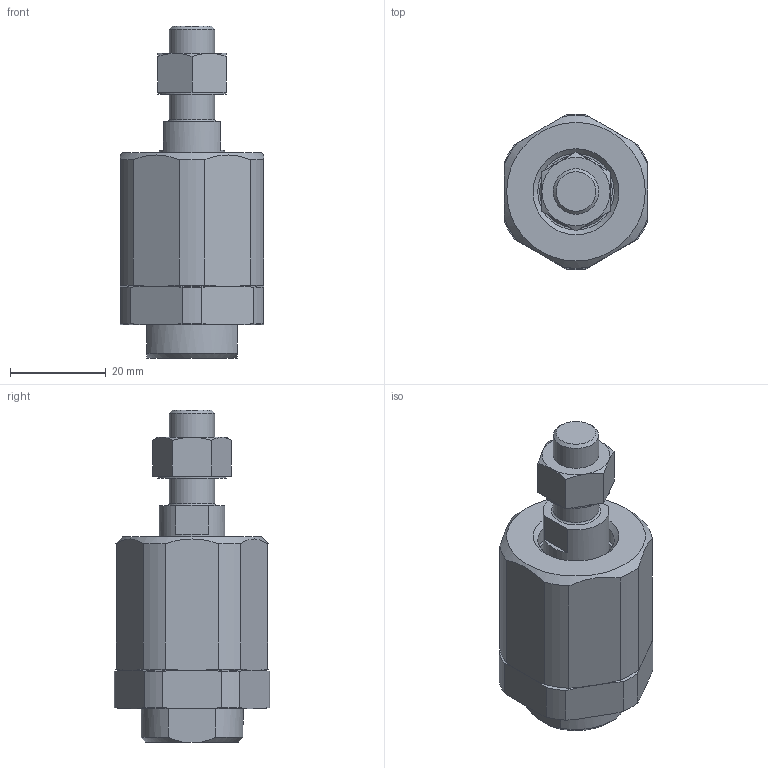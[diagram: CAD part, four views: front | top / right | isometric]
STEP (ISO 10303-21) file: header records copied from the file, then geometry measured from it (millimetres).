
FILE_DESCRIPTION(/* description */ ('STEP AP214'),/* implementation_level */ '2;1');
FILE_NAME(/* name */ '532705_FK-3_8-24',/* time_stamp */ '2024-08-28T13:48:20+02:00',/* author */ ('License CC BY-ND 4.0'),/* organization */ ('CADENAS'),/* preprocessor_version */ 'ST-DEVELOPER v19.3',/* originating_system */ 'PARTsolutions',/* authorisation */ ' ');
FILE_SCHEMA (('AUTOMOTIVE_DESIGN {1 0 10303 214 3 1 1}'));
Length unit declared in the file: millimetre
Products named in the file (7): 532705 FK-3_8-24---(asm_0_0); 532705 FK-3/8-24---(GE); 532705 FK-3/8-24---(0BO); Hex Nuts 3/8 ANSI B18.2.2; 532705 FK-3/8-24---(BU); 532705 FK-3/8-24---(MU); 532705 FK-3/8-24---(KG)
Assembly tree (7 placements, depth 2):
  532705 FK-3_8-24---(asm_0_0)
    532705 FK-3/8-24---(GE)
    532705 FK-3/8-24---(0BO)
    Hex Nuts 3/8 ANSI B18.2.2
    532705 FK-3/8-24---(BU)
    532705 FK-3/8-24---(MU)
    532705 FK-3/8-24---(KG)  x2
Bounding box: 30 x 32.47 x 69.5 mm (x, y, z)
Volume: 30264.5 mm3; surface area: 15185.7 mm2
Topology: 7 solids, 7 shells, 137 faces, 324 edges, 206 vertices
Faces by surface type: plane 51, cone 45, cylinder 36, sphere 4, torus 1
Full cylindrical faces by diameter (mm): 8.379 x2, 9.525 x1, 10.5 x1, 13.8 x1, 15.2 x2, 16 x1, 18 x3, 20.5 x2, 21.4 x1, 22.376 x2, 22.5 x1, 24 x1
Entity records: 3872 total; most frequent: CARTESIAN_POINT 800, DIRECTION 614, ORIENTED_EDGE 544, EDGE_CURVE 272, AXIS2_PLACEMENT_3D 260, VERTEX_POINT 196, EDGE_LOOP 186, FACE_BOUND 186
